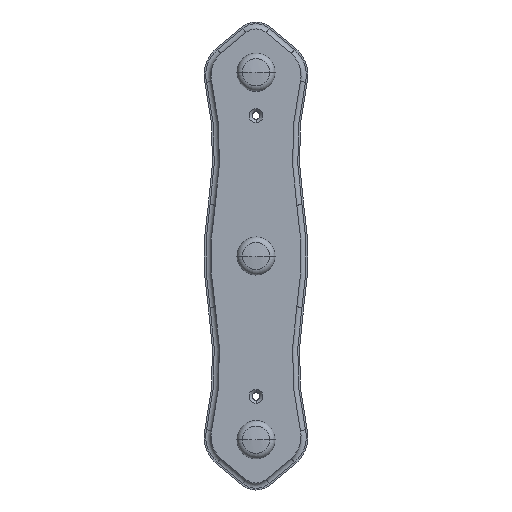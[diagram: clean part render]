
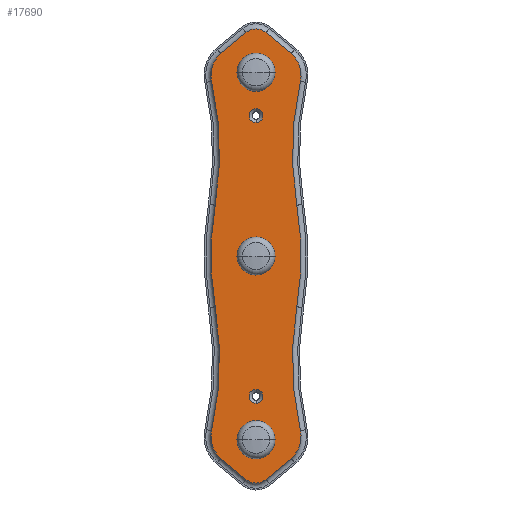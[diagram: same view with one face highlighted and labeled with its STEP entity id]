
A CAD part, left-side view. The second image highlights one B-rep face of the part: STEP entity #17690.
In plain terms, the highlighted planar face has unit normal (-1, 0, 0).
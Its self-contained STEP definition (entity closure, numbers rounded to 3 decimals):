
#15470=CARTESIAN_POINT('',(-15.,0.,-65.089));
#15480=DIRECTION('',(-1.,0.,0.));
#15490=DIRECTION('',(0.,0.,1.));
#15500=AXIS2_PLACEMENT_3D('',#15470,#15480,#15490);
#15510=PLANE('',#15500);
#15520=CARTESIAN_POINT('',(-15.,0.,-81.));
#15530=DIRECTION('',(-1.,0.,0.));
#15540=DIRECTION('',(0.,0.,1.));
#15550=AXIS2_PLACEMENT_3D('',#15520,#15530,#15540);
#15560=CIRCLE('',#15550,4.);
#15570=CARTESIAN_POINT('',(-15.,0.,-77.));
#15580=VERTEX_POINT('',#15570);
#15590=CARTESIAN_POINT('',(-15.,0.,-85.));
#15600=VERTEX_POINT('',#15590);
#15610=EDGE_CURVE('',#15580,#15600,#15560,.T.);
#15620=ORIENTED_EDGE('',*,*,#15610,.F.);
#15630=EDGE_CURVE('',#15600,#15580,#15560,.T.);
#15640=ORIENTED_EDGE('',*,*,#15630,.F.);
#15650=EDGE_LOOP('',(#15640,#15620));
#15660=FACE_BOUND('',#15650,.T.);
#15670=CARTESIAN_POINT('',(-15.,0.,81.));
#15680=DIRECTION('',(-1.,0.,0.));
#15690=DIRECTION('',(0.,0.,1.));
#15700=AXIS2_PLACEMENT_3D('',#15670,#15680,#15690);
#15710=CIRCLE('',#15700,4.);
#15720=CARTESIAN_POINT('',(-15.,0.,85.));
#15730=VERTEX_POINT('',#15720);
#15740=CARTESIAN_POINT('',(-15.,0.,77.));
#15750=VERTEX_POINT('',#15740);
#15760=EDGE_CURVE('',#15730,#15750,#15710,.T.);
#15770=ORIENTED_EDGE('',*,*,#15760,.F.);
#15780=EDGE_CURVE('',#15750,#15730,#15710,.T.);
#15790=ORIENTED_EDGE('',*,*,#15780,.F.);
#15800=EDGE_LOOP('',(#15790,#15770));
#15810=FACE_BOUND('',#15800,.T.);
#15820=CARTESIAN_POINT('',(-15.,5.785,-128.894));
#15830=DIRECTION('',(0.,0.766,0.643));
#15840=VECTOR('',#15830,1.);
#15850=LINE('',#15820,#15840);
#15860=CARTESIAN_POINT('',(-15.,5.785,-128.894));
#15870=VERTEX_POINT('',#15860);
#15880=CARTESIAN_POINT('',(-15.,20.285,-116.728));
#15890=VERTEX_POINT('',#15880);
#15900=EDGE_CURVE('',#15870,#15890,#15850,.T.);
#15910=ORIENTED_EDGE('',*,*,#15900,.F.);
#15920=CARTESIAN_POINT('',(-15.,10.,-104.471));
#15930=DIRECTION('',(-1.,0.,0.));
#15940=DIRECTION('',(0.,0.,1.));
#15950=AXIS2_PLACEMENT_3D('',#15920,#15930,#15940);
#15960=CIRCLE('',#15950,16.);
#15970=CARTESIAN_POINT('',(-15.,25.598,-100.908));
#15980=VERTEX_POINT('',#15970);
#15990=EDGE_CURVE('',#15980,#15890,#15960,.T.);
#16000=ORIENTED_EDGE('',*,*,#15990,.T.);
#16010=CARTESIAN_POINT('',(-15.,204.977,-59.929));
#16020=DIRECTION('',(-1.,0.,0.));
#16030=DIRECTION('',(0.,0.,1.));
#16040=AXIS2_PLACEMENT_3D('',#16010,#16020,#16030);
#16050=CIRCLE('',#16040,184.);
#16060=CARTESIAN_POINT('',(-15.,23.544,-29.298));
#16070=VERTEX_POINT('',#16060);
#16080=EDGE_CURVE('',#15980,#16070,#16050,.T.);
#16090=ORIENTED_EDGE('',*,*,#16080,.F.);
#16100=CARTESIAN_POINT('',(-15.,-150.,0.));
#16110=DIRECTION('',(-1.,0.,0.));
#16120=DIRECTION('',(0.,0.,1.));
#16130=AXIS2_PLACEMENT_3D('',#16100,#16110,#16120);
#16140=CIRCLE('',#16130,176.);
#16150=CARTESIAN_POINT('',(-15.,23.544,29.298));
#16160=VERTEX_POINT('',#16150);
#16170=EDGE_CURVE('',#16160,#16070,#16140,.T.);
#16180=ORIENTED_EDGE('',*,*,#16170,.T.);
#16190=CARTESIAN_POINT('',(-15.,204.977,59.929));
#16200=DIRECTION('',(1.,0.,-0.));
#16210=DIRECTION('',(0.,0.,-1.));
#16220=AXIS2_PLACEMENT_3D('',#16190,#16200,#16210);
#16230=CIRCLE('',#16220,184.);
#16240=CARTESIAN_POINT('',(-15.,25.598,100.908));
#16250=VERTEX_POINT('',#16240);
#16260=EDGE_CURVE('',#16250,#16160,#16230,.T.);
#16270=ORIENTED_EDGE('',*,*,#16260,.T.);
#16280=CARTESIAN_POINT('',(-15.,10.,104.471));
#16290=DIRECTION('',(1.,0.,-0.));
#16300=DIRECTION('',(0.,0.,-1.));
#16310=AXIS2_PLACEMENT_3D('',#16280,#16290,#16300);
#16320=CIRCLE('',#16310,16.);
#16330=CARTESIAN_POINT('',(-15.,20.285,116.728));
#16340=VERTEX_POINT('',#16330);
#16350=EDGE_CURVE('',#16250,#16340,#16320,.T.);
#16360=ORIENTED_EDGE('',*,*,#16350,.F.);
#16370=CARTESIAN_POINT('',(-15.,5.785,128.894));
#16380=DIRECTION('',(0.,0.766,-0.643));
#16390=VECTOR('',#16380,1.);
#16400=LINE('',#16370,#16390);
#16410=CARTESIAN_POINT('',(-15.,5.785,128.894));
#16420=VERTEX_POINT('',#16410);
#16430=EDGE_CURVE('',#16420,#16340,#16400,.T.);
#16440=ORIENTED_EDGE('',*,*,#16430,.T.);
#16450=CARTESIAN_POINT('',(-15.,0.,122.));
#16460=DIRECTION('',(1.,0.,-0.));
#16470=DIRECTION('',(0.,0.,-1.));
#16480=AXIS2_PLACEMENT_3D('',#16450,#16460,#16470);
#16490=CIRCLE('',#16480,9.);
#16500=CARTESIAN_POINT('',(-15.,-5.785,128.894));
#16510=VERTEX_POINT('',#16500);
#16520=EDGE_CURVE('',#16420,#16510,#16490,.T.);
#16530=ORIENTED_EDGE('',*,*,#16520,.F.);
#16540=CARTESIAN_POINT('',(-15.,-5.785,128.894));
#16550=DIRECTION('',(-0.,-0.766,-0.643));
#16560=VECTOR('',#16550,1.);
#16570=LINE('',#16540,#16560);
#16580=CARTESIAN_POINT('',(-15.,-20.285,116.728));
#16590=VERTEX_POINT('',#16580);
#16600=EDGE_CURVE('',#16510,#16590,#16570,.T.);
#16610=ORIENTED_EDGE('',*,*,#16600,.F.);
#16620=CARTESIAN_POINT('',(-15.,-10.,104.471));
#16630=DIRECTION('',(-1.,0.,0.));
#16640=DIRECTION('',(0.,0.,-1.));
#16650=AXIS2_PLACEMENT_3D('',#16620,#16630,#16640);
#16660=CIRCLE('',#16650,16.);
#16670=CARTESIAN_POINT('',(-15.,-25.598,100.908));
#16680=VERTEX_POINT('',#16670);
#16690=EDGE_CURVE('',#16680,#16590,#16660,.T.);
#16700=ORIENTED_EDGE('',*,*,#16690,.T.);
#16710=CARTESIAN_POINT('',(-15.,-204.977,59.929));
#16720=DIRECTION('',(-1.,0.,0.));
#16730=DIRECTION('',(0.,0.,-1.));
#16740=AXIS2_PLACEMENT_3D('',#16710,#16720,#16730);
#16750=CIRCLE('',#16740,184.);
#16760=CARTESIAN_POINT('',(-15.,-23.544,29.298));
#16770=VERTEX_POINT('',#16760);
#16780=EDGE_CURVE('',#16680,#16770,#16750,.T.);
#16790=ORIENTED_EDGE('',*,*,#16780,.F.);
#16800=CARTESIAN_POINT('',(-15.,150.,0.));
#16810=DIRECTION('',(1.,0.,-0.));
#16820=DIRECTION('',(0.,0.,1.));
#16830=AXIS2_PLACEMENT_3D('',#16800,#16810,#16820);
#16840=CIRCLE('',#16830,176.);
#16850=CARTESIAN_POINT('',(-15.,-23.544,-29.298));
#16860=VERTEX_POINT('',#16850);
#16870=EDGE_CURVE('',#16770,#16860,#16840,.T.);
#16880=ORIENTED_EDGE('',*,*,#16870,.F.);
#16890=CARTESIAN_POINT('',(-15.,-204.977,-59.929));
#16900=DIRECTION('',(1.,0.,-0.));
#16910=DIRECTION('',(0.,0.,1.));
#16920=AXIS2_PLACEMENT_3D('',#16890,#16900,#16910);
#16930=CIRCLE('',#16920,184.);
#16940=CARTESIAN_POINT('',(-15.,-25.598,-100.908));
#16950=VERTEX_POINT('',#16940);
#16960=EDGE_CURVE('',#16950,#16860,#16930,.T.);
#16970=ORIENTED_EDGE('',*,*,#16960,.T.);
#16980=CARTESIAN_POINT('',(-15.,-10.,-104.471));
#16990=DIRECTION('',(1.,0.,-0.));
#17000=DIRECTION('',(0.,0.,1.));
#17010=AXIS2_PLACEMENT_3D('',#16980,#16990,#17000);
#17020=CIRCLE('',#17010,16.);
#17030=CARTESIAN_POINT('',(-15.,-20.285,-116.728));
#17040=VERTEX_POINT('',#17030);
#17050=EDGE_CURVE('',#16950,#17040,#17020,.T.);
#17060=ORIENTED_EDGE('',*,*,#17050,.F.);
#17070=CARTESIAN_POINT('',(-15.,-5.785,-128.894));
#17080=DIRECTION('',(0.,-0.766,0.643));
#17090=VECTOR('',#17080,1.);
#17100=LINE('',#17070,#17090);
#17110=CARTESIAN_POINT('',(-15.,-5.785,-128.894));
#17120=VERTEX_POINT('',#17110);
#17130=EDGE_CURVE('',#17120,#17040,#17100,.T.);
#17140=ORIENTED_EDGE('',*,*,#17130,.T.);
#17150=CARTESIAN_POINT('',(-15.,0.,-122.));
#17160=DIRECTION('',(-1.,0.,0.));
#17170=DIRECTION('',(0.,0.,1.));
#17180=AXIS2_PLACEMENT_3D('',#17150,#17160,#17170);
#17190=CIRCLE('',#17180,9.);
#17200=EDGE_CURVE('',#15870,#17120,#17190,.T.);
#17210=ORIENTED_EDGE('',*,*,#17200,.T.);
#17220=EDGE_LOOP('',(#17210,#17140,#17060,#16970,#16880,#16790,#16700,
#16610,#16530,#16440,#16360,#16270,#16180,#16090,#16000,#15910));
#17230=FACE_OUTER_BOUND('',#17220,.T.);
#17240=CARTESIAN_POINT('',(-15.,0.,0.));
#17250=DIRECTION('',(-1.,0.,0.));
#17260=DIRECTION('',(0.,0.,1.));
#17270=AXIS2_PLACEMENT_3D('',#17240,#17250,#17260);
#17280=CIRCLE('',#17270,6.);
#17290=CARTESIAN_POINT('',(-15.,0.,6.));
#17300=VERTEX_POINT('',#17290);
#17310=CARTESIAN_POINT('',(-15.,0.,-6.));
#17320=VERTEX_POINT('',#17310);
#17330=EDGE_CURVE('',#17300,#17320,#17280,.T.);
#17340=ORIENTED_EDGE('',*,*,#17330,.F.);
#17350=EDGE_CURVE('',#17320,#17300,#17280,.T.);
#17360=ORIENTED_EDGE('',*,*,#17350,.F.);
#17370=EDGE_LOOP('',(#17360,#17340));
#17380=FACE_BOUND('',#17370,.T.);
#17390=CARTESIAN_POINT('',(-15.,0.,106.));
#17400=DIRECTION('',(-1.,0.,0.));
#17410=DIRECTION('',(0.,0.,1.));
#17420=AXIS2_PLACEMENT_3D('',#17390,#17400,#17410);
#17430=CIRCLE('',#17420,6.);
#17440=CARTESIAN_POINT('',(-15.,0.,112.));
#17450=VERTEX_POINT('',#17440);
#17460=CARTESIAN_POINT('',(-15.,0.,100.));
#17470=VERTEX_POINT('',#17460);
#17480=EDGE_CURVE('',#17450,#17470,#17430,.T.);
#17490=ORIENTED_EDGE('',*,*,#17480,.F.);
#17500=EDGE_CURVE('',#17470,#17450,#17430,.T.);
#17510=ORIENTED_EDGE('',*,*,#17500,.F.);
#17520=EDGE_LOOP('',(#17510,#17490));
#17530=FACE_BOUND('',#17520,.T.);
#17540=CARTESIAN_POINT('',(-15.,0.,-106.));
#17550=DIRECTION('',(-1.,0.,0.));
#17560=DIRECTION('',(0.,0.,1.));
#17570=AXIS2_PLACEMENT_3D('',#17540,#17550,#17560);
#17580=CIRCLE('',#17570,6.);
#17590=CARTESIAN_POINT('',(-15.,0.,-100.));
#17600=VERTEX_POINT('',#17590);
#17610=CARTESIAN_POINT('',(-15.,0.,-112.));
#17620=VERTEX_POINT('',#17610);
#17630=EDGE_CURVE('',#17600,#17620,#17580,.T.);
#17640=ORIENTED_EDGE('',*,*,#17630,.F.);
#17650=EDGE_CURVE('',#17620,#17600,#17580,.T.);
#17660=ORIENTED_EDGE('',*,*,#17650,.F.);
#17670=EDGE_LOOP('',(#17660,#17640));
#17680=FACE_BOUND('',#17670,.T.);
#17690=ADVANCED_FACE('',(#15660,#15810,#17230,#17380,#17530,#17680),
#15510,.T.);
